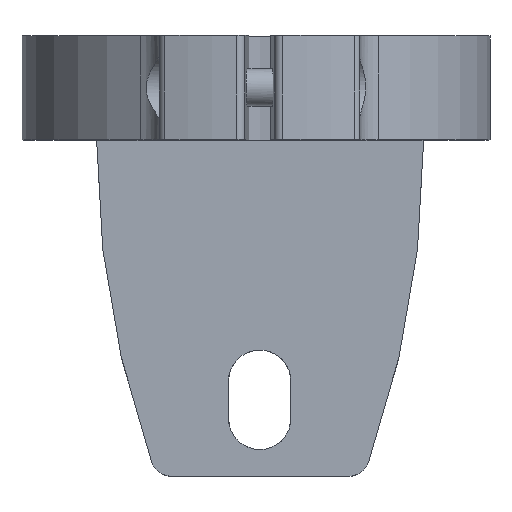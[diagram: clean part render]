
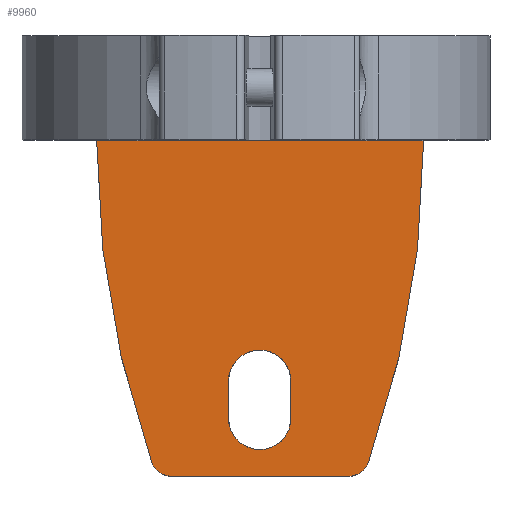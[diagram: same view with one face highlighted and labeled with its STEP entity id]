
A CAD part, top view. The second image highlights one B-rep face of the part: STEP entity #9960.
In plain terms, the highlighted planar face has unit normal (0, 0, 1).
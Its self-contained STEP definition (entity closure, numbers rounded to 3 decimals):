
#60=CARTESIAN_POINT('',(-108.,-38.3,6.968));
#70=DIRECTION('',(0.,0.,-1.));
#80=DIRECTION('',(-1.,0.,0.));
#90=AXIS2_PLACEMENT_3D('',#60,#70,#80);
#100=CIRCLE('',#90,130.009);
#110=CARTESIAN_POINT('',(22.009,-38.3,
6.968));
#120=VERTEX_POINT('',#110);
#130=CARTESIAN_POINT('',(14.619,-81.506,
6.968));
#140=VERTEX_POINT('',#130);
#150=EDGE_CURVE('',#120,#140,#100,.T.);
#920=CARTESIAN_POINT('',(21.944,-38.3,
6.968));
#930=VERTEX_POINT('',#920);
#2270=CARTESIAN_POINT('',(-13.056,-38.3,
6.968));
#2280=VERTEX_POINT('',#2270);
#5870=CARTESIAN_POINT('',(-13.056,-83.509,
6.968));
#5880=DIRECTION('',(1.,0.,0.));
#5890=VECTOR('',#5880,1.);
#5900=LINE('',#5870,#5890);
#5910=CARTESIAN_POINT('',(-11.79,-83.509,
6.968));
#5920=VERTEX_POINT('',#5910);
#5930=CARTESIAN_POINT('',(11.79,-83.509,
6.968));
#5940=VERTEX_POINT('',#5930);
#5950=EDGE_CURVE('',#5920,#5940,#5900,.T.);
#6420=CARTESIAN_POINT('',(11.79,-80.509,
6.968));
#6430=DIRECTION('',(0.,0.,-1.));
#6440=DIRECTION('',(0.,1.,0.));
#6450=AXIS2_PLACEMENT_3D('',#6420,#6430,#6440);
#6460=CIRCLE('',#6450,3.);
#6470=EDGE_CURVE('',#140,#5940,#6460,.T.);
#6690=CARTESIAN_POINT('',(-14.619,-81.506,
6.968));
#6700=VERTEX_POINT('',#6690);
#6880=CARTESIAN_POINT('',(-22.009,-38.3,
6.968));
#6890=VERTEX_POINT('',#6880);
#6920=CARTESIAN_POINT('',(108.,-38.3,6.968));
#6930=DIRECTION('',(0.,0.,-1.));
#6940=DIRECTION('',(-1.,0.,0.));
#6950=AXIS2_PLACEMENT_3D('',#6920,#6930,#6940);
#6960=CIRCLE('',#6950,130.009);
#6970=EDGE_CURVE('',#6700,#6890,#6960,.T.);
#7220=CARTESIAN_POINT('',(-11.79,-80.509,
6.968));
#7230=DIRECTION('',(0.,0.,-1.));
#7240=DIRECTION('',(0.,1.,0.));
#7250=AXIS2_PLACEMENT_3D('',#7220,#7230,#7240);
#7260=CIRCLE('',#7250,3.);
#7270=EDGE_CURVE('',#5920,#6700,#7260,.T.);
#8390=CARTESIAN_POINT('',(4.144,-70.7,
6.968));
#8400=VERTEX_POINT('',#8390);
#8480=CARTESIAN_POINT('',(-4.256,-70.7,
6.968));
#8490=VERTEX_POINT('',#8480);
#8520=CARTESIAN_POINT('',(-0.056,-70.7,
6.968));
#8530=DIRECTION('',(0.,0.,-1.));
#8540=DIRECTION('',(1.,0.,0.));
#8550=AXIS2_PLACEMENT_3D('',#8520,#8530,#8540);
#8560=CIRCLE('',#8550,4.2);
#8570=EDGE_CURVE('',#8490,#8400,#8560,.T.);
#8780=CARTESIAN_POINT('',(4.144,-75.7,
6.968));
#8790=VERTEX_POINT('',#8780);
#8840=CARTESIAN_POINT('',(4.144,-29.435,
6.968));
#8850=DIRECTION('',(0.,1.,0.));
#8860=VECTOR('',#8850,1.);
#8870=LINE('',#8840,#8860);
#8880=EDGE_CURVE('',#8790,#8400,#8870,.T.);
#9110=CARTESIAN_POINT('',(-4.256,-75.7,
6.968));
#9120=VERTEX_POINT('',#9110);
#9150=CARTESIAN_POINT('',(-4.256,-29.435,
6.968));
#9160=DIRECTION('',(0.,-1.,0.));
#9170=VECTOR('',#9160,1.);
#9180=LINE('',#9150,#9170);
#9190=EDGE_CURVE('',#8490,#9120,#9180,.T.);
#9390=CARTESIAN_POINT('',(-0.056,-75.7,
6.968));
#9400=DIRECTION('',(0.,0.,-1.));
#9410=DIRECTION('',(1.,0.,0.));
#9420=AXIS2_PLACEMENT_3D('',#9390,#9400,#9410);
#9430=CIRCLE('',#9420,4.2);
#9440=EDGE_CURVE('',#8790,#9120,#9430,.T.);
#9560=CARTESIAN_POINT('',(7.465,-53.923,
6.968));
#9570=DIRECTION('',(0.,0.,1.));
#9580=DIRECTION('',(1.,0.,0.));
#9590=AXIS2_PLACEMENT_3D('',#9560,#9570,#9580);
#9600=PLANE('',#9590);
#9610=ORIENTED_EDGE('',*,*,#9190,.F.);
#9620=ORIENTED_EDGE('',*,*,#9440,.T.);
#9630=ORIENTED_EDGE('',*,*,#8880,.F.);
#9640=ORIENTED_EDGE('',*,*,#8570,.T.);
#9650=EDGE_LOOP('',(#9640,#9630,#9620,#9610));
#9660=FACE_BOUND('',#9650,.T.);
#9670=CARTESIAN_POINT('',(20.734,-38.3,
6.968));
#9680=DIRECTION('',(1.,0.,0.));
#9690=VECTOR('',#9680,1.);
#9700=LINE('',#9670,#9690);
#9710=EDGE_CURVE('',#6890,#2280,#9700,.T.);
#9720=ORIENTED_EDGE('',*,*,#9710,.F.);
#9730=CARTESIAN_POINT('',(-13.056,-38.3,
6.968));
#9740=DIRECTION('',(1.,0.,0.));
#9750=VECTOR('',#9740,1.);
#9760=LINE('',#9730,#9750);
#9770=CARTESIAN_POINT('',(12.944,-38.3,
6.968));
#9780=VERTEX_POINT('',#9770);
#9790=EDGE_CURVE('',#2280,#9780,#9760,.T.);
#9800=ORIENTED_EDGE('',*,*,#9790,.F.);
#9810=EDGE_CURVE('',#9780,#930,#9700,.T.);
#9820=ORIENTED_EDGE('',*,*,#9810,.F.);
#9830=CARTESIAN_POINT('',(-13.056,-38.3,
6.968));
#9840=DIRECTION('',(-1.,0.,0.));
#9850=VECTOR('',#9840,1.);
#9860=LINE('',#9830,#9850);
#9870=EDGE_CURVE('',#120,#930,#9860,.T.);
#9880=ORIENTED_EDGE('',*,*,#9870,.T.);
#9890=ORIENTED_EDGE('',*,*,#150,.F.);
#9900=ORIENTED_EDGE('',*,*,#6470,.F.);
#9910=ORIENTED_EDGE('',*,*,#5950,.T.);
#9920=ORIENTED_EDGE('',*,*,#7270,.F.);
#9930=ORIENTED_EDGE('',*,*,#6970,.F.);
#9940=EDGE_LOOP('',(#9930,#9920,#9910,#9900,#9890,#9880,#9820,#9800,
#9720));
#9950=FACE_OUTER_BOUND('',#9940,.T.);
#9960=ADVANCED_FACE('',(#9660,#9950),#9600,.T.);
